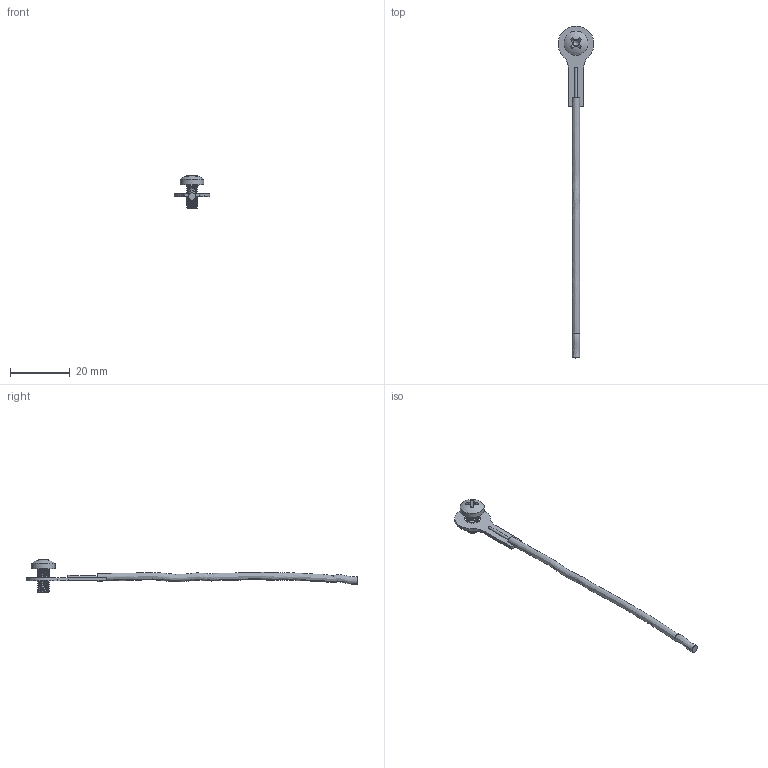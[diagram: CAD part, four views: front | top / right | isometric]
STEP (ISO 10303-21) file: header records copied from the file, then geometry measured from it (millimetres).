
FILE_DESCRIPTION(('FreeCAD Model'),'2;1');
FILE_NAME( 'KiCad/*3d_CAD Models/Wire_Black_wTerminal.step', '2020-02-09T17:38:31',('kicad StepUp'),('ksu MCAD'), 'Open CASCADE STEP processor 7.2','FreeCAD','Unknown');
FILE_SCHEMA(('CONFIG_CONTROL_DESIGN','SHAPE_APPEARANCE_LAYER_MIM'));
Length unit declared in the file: millimetre
Products named in the file (1): Wire_Black_wTerminal
Bounding box: 11.99 x 110.74 x 11.02 mm (x, y, z)
Volume: 783.4 mm3; surface area: 1413.3 mm2
Topology: 2 solids, 2 shells, 89 faces, 210 edges, 125 vertices
Faces by surface type: bspline 47, plane 28, cylinder 7, cone 5, revolution 1, sphere 1
Full cylindrical faces by diameter (mm): 4 x1, 5.4 x1, 8 x1
Entity records: 7264 total; most frequent: CARTESIAN_POINT 4896, ORIENTED_EDGE 418, DIRECTION 258, EDGE_CURVE 209, VERTEX_POINT 125, AXIS2_PLACEMENT_3D 111, FACE_BOUND 92, EDGE_LOOP 92
